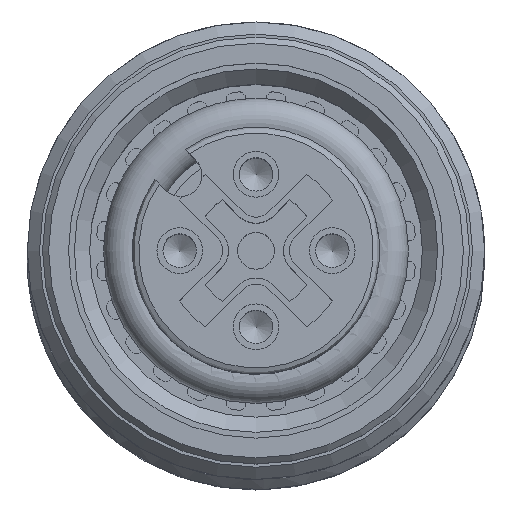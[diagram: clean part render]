
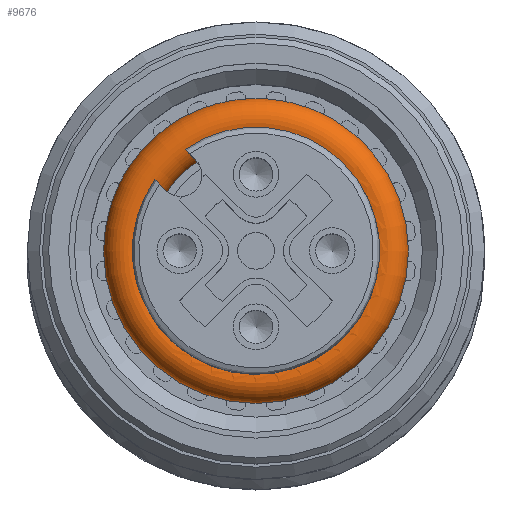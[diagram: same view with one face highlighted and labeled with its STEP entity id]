
A CAD part, top view. The second image highlights one B-rep face of the part: STEP entity #9676.
In plain terms, the highlighted toroidal (fillet/blend) face has major radius 4.25 mm and minor radius 0.75 mm.
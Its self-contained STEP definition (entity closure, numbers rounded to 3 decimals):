
#66=B_SPLINE_CURVE_WITH_KNOTS('',3,(#14754,#14755,#14756,#14757),
 .UNSPECIFIED.,.F.,.F.,(4,4),(0.,0.001),
 .UNSPECIFIED.);
#67=B_SPLINE_CURVE_WITH_KNOTS('',3,(#14759,#14760,#14761,#14762),
 .UNSPECIFIED.,.F.,.F.,(4,4),(0.,0.),
 .UNSPECIFIED.);
#68=B_SPLINE_CURVE_WITH_KNOTS('',3,(#14763,#14764,#14765,#14766),
 .UNSPECIFIED.,.F.,.F.,(4,4),(0.,0.001),
 .UNSPECIFIED.);
#69=B_SPLINE_CURVE_WITH_KNOTS('',3,(#14768,#14769,#14770,#14771),
 .UNSPECIFIED.,.F.,.F.,(4,4),(0.,0.001),
 .UNSPECIFIED.);
#85=TOROIDAL_SURFACE('',#10458,4.25,0.75);
#1643=CIRCLE('',#10423,4.25);
#1660=CIRCLE('',#10456,3.5);
#1662=CIRCLE('',#10459,4.05);
#3403=ORIENTED_EDGE('',*,*,#4691,.F.);
#3404=ORIENTED_EDGE('',*,*,#4692,.T.);
#3405=ORIENTED_EDGE('',*,*,#4693,.T.);
#3406=ORIENTED_EDGE('',*,*,#4689,.T.);
#3407=ORIENTED_EDGE('',*,*,#4694,.T.);
#3408=ORIENTED_EDGE('',*,*,#4695,.T.);
#3409=ORIENTED_EDGE('',*,*,#4670,.F.);
#4670=EDGE_CURVE('',#5454,#5454,#1643,.T.);
#4689=EDGE_CURVE('',#5474,#5473,#1660,.T.);
#4691=EDGE_CURVE('',#5475,#5476,#1662,.F.);
#4692=EDGE_CURVE('',#5475,#5477,#66,.T.);
#4693=EDGE_CURVE('',#5477,#5474,#67,.T.);
#4694=EDGE_CURVE('',#5473,#5478,#68,.T.);
#4695=EDGE_CURVE('',#5478,#5476,#69,.T.);
#5454=VERTEX_POINT('',#14637);
#5473=VERTEX_POINT('',#14746);
#5474=VERTEX_POINT('',#14748);
#5475=VERTEX_POINT('',#14752);
#5476=VERTEX_POINT('',#14753);
#5477=VERTEX_POINT('',#14758);
#5478=VERTEX_POINT('',#14767);
#5932=EDGE_LOOP('',(#3403,#3404,#3405,#3406,#3407,#3408));
#5933=EDGE_LOOP('',(#3409));
#6402=FACE_BOUND('',#5932,.T.);
#6403=FACE_BOUND('',#5933,.T.);
#9676=ADVANCED_FACE('',(#6402,#6403),#85,.T.);
#10423=AXIS2_PLACEMENT_3D('',#14636,#12332,#12333);
#10456=AXIS2_PLACEMENT_3D('',#14747,#12398,#12399);
#10458=AXIS2_PLACEMENT_3D('',#14750,#12402,#12403);
#10459=AXIS2_PLACEMENT_3D('',#14751,#12404,#12405);
#12332=DIRECTION('',(1.,0.,0.));
#12333=DIRECTION('',(0.,0.,-1.));
#12398=DIRECTION('',(1.,0.,0.));
#12399=DIRECTION('',(0.,0.,-1.));
#12402=DIRECTION('',(1.,0.,0.));
#12403=DIRECTION('',(0.,0.,-1.));
#12404=DIRECTION('',(1.,0.,0.));
#12405=DIRECTION('',(0.,0.,-1.));
#14636=CARTESIAN_POINT('',(-3.2,0.,0.));
#14637=CARTESIAN_POINT('',(-3.2,0.,-4.25));
#14746=CARTESIAN_POINT('',(-3.95,2.918,-1.933));
#14747=CARTESIAN_POINT('',(-3.95,0.,0.));
#14748=CARTESIAN_POINT('',(-3.95,1.933,-2.918));
#14750=CARTESIAN_POINT('',(-3.95,0.,0.));
#14751=CARTESIAN_POINT('',(-4.673,0.,0.));
#14752=CARTESIAN_POINT('',(-4.673,2.326,-3.316));
#14753=CARTESIAN_POINT('',(-4.673,3.316,-2.326));
#14754=CARTESIAN_POINT('',(-4.673,2.326,-3.316));
#14755=CARTESIAN_POINT('',(-4.615,2.176,-3.166));
#14756=CARTESIAN_POINT('',(-4.465,2.047,-3.036));
#14757=CARTESIAN_POINT('',(-4.265,1.98,-2.97));
#14758=CARTESIAN_POINT('',(-4.265,1.98,-2.97));
#14759=CARTESIAN_POINT('',(-4.265,1.98,-2.97));
#14760=CARTESIAN_POINT('',(-4.166,1.947,-2.937));
#14761=CARTESIAN_POINT('',(-4.058,1.933,-2.918));
#14762=CARTESIAN_POINT('',(-3.95,1.933,-2.918));
#14763=CARTESIAN_POINT('',(-3.95,2.918,-1.933));
#14764=CARTESIAN_POINT('',(-4.058,2.918,-1.933));
#14765=CARTESIAN_POINT('',(-4.166,2.937,-1.947));
#14766=CARTESIAN_POINT('',(-4.265,2.97,-1.98));
#14767=CARTESIAN_POINT('',(-4.265,2.97,-1.98));
#14768=CARTESIAN_POINT('',(-4.265,2.97,-1.98));
#14769=CARTESIAN_POINT('',(-4.465,3.036,-2.047));
#14770=CARTESIAN_POINT('',(-4.615,3.165,-2.175));
#14771=CARTESIAN_POINT('',(-4.673,3.316,-2.326));
